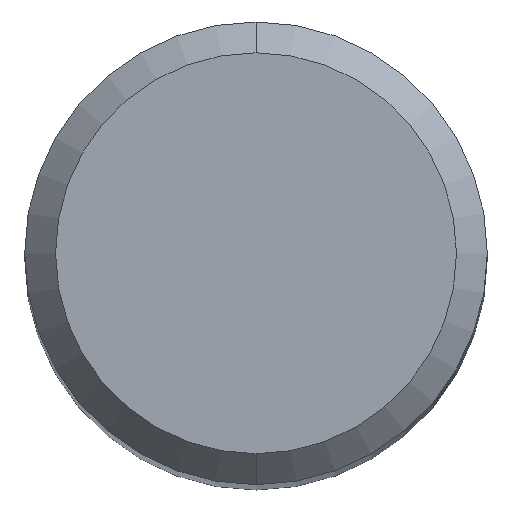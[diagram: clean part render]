
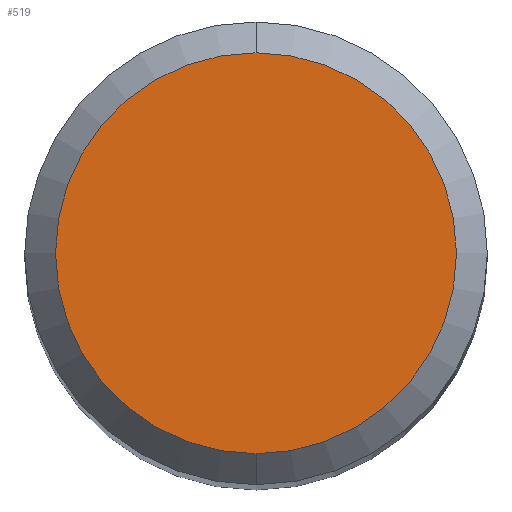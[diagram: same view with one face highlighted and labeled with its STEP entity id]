
A CAD part, top view. The second image highlights one B-rep face of the part: STEP entity #519.
In plain terms, the highlighted planar face has unit normal (0, 0, 1).
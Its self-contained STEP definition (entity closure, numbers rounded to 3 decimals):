
#519=ADVANCED_FACE('',(#1495),#1496,.T.);
#801=EDGE_CURVE('',#1443,#863,#1808,.T.);
#863=VERTEX_POINT('',#1875);
#1279=EDGE_CURVE('',#863,#1443,#2326,.T.);
#1443=VERTEX_POINT('',#2504);
#1495=FACE_OUTER_BOUND('',#2654,.T.);
#1496=PLANE('',#2655);
#1808=CIRCLE('',#4116,2.6);
#1875=CARTESIAN_POINT('',(0.,-2.6,0.0));
#2326=CIRCLE('',#6949,2.6);
#2504=CARTESIAN_POINT('',(0.0,2.6,0.0));
#2654=EDGE_LOOP('',(#8073,#8074));
#2655=AXIS2_PLACEMENT_3D('',#8075,#8076,#8077);
#4116=AXIS2_PLACEMENT_3D('',#8466,#8467,#8468);
#6949=AXIS2_PLACEMENT_3D('',#8995,#8996,#8997);
#8073=ORIENTED_EDGE('',*,*,#801,.F.);
#8074=ORIENTED_EDGE('',*,*,#1279,.F.);
#8075=CARTESIAN_POINT('',(0.0,1.3,0.0));
#8076=DIRECTION('',(-0.0,0.0,1.0));
#8077=DIRECTION('',(0.0,-1.0,0.0));
#8466=CARTESIAN_POINT('',(0.0,0.0,0.0));
#8467=DIRECTION('',(0.0,0.0,-1.0));
#8468=DIRECTION('',(0.0,1.0,0.0));
#8995=CARTESIAN_POINT('',(0.0,0.0,0.0));
#8996=DIRECTION('',(0.0,0.0,-1.0));
#8997=DIRECTION('',(0.0,1.0,0.0));
